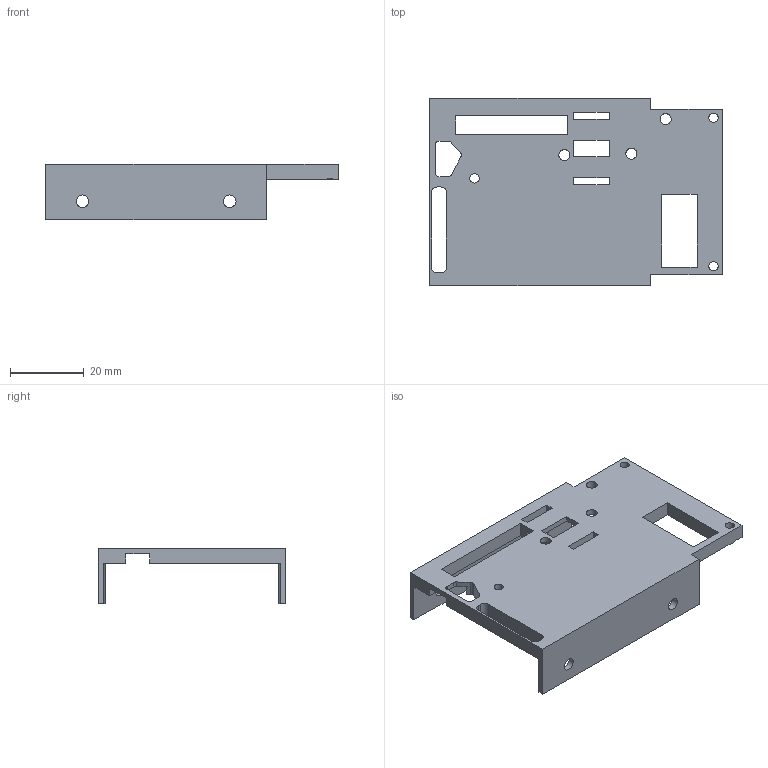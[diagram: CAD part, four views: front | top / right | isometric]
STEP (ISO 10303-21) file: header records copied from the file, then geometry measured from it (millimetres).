
FILE_DESCRIPTION(/* description */ (''),/* implementation_level */ '2;1');
FILE_NAME(/* name */ 'main_board_mount.step',/* time_stamp */ '2023-03-30T19:38:08-04:00',/* author */ (''),/* organization */ (''),/* preprocessor_version */ 'ST-DEVELOPER v19.2',/* originating_system */ 'Autodesk Translation Framework v11.17.0.187',/* authorisation */ '');
FILE_SCHEMA (('AUTOMOTIVE_DESIGN { 1 0 10303 214 3 1 1 }'));
Length unit declared in the file: millimetre
Products named in the file (1): mount
Bounding box: 79.5 x 51 x 15 mm (x, y, z)
Volume: 14521.1 mm3; surface area: 11833.9 mm2
Topology: 1 solids, 1 shells, 81 faces, 255 edges, 169 vertices
Faces by surface type: plane 55, cylinder 23, cone 3
Full cylindrical faces by diameter (mm): 2.5 x3, 3 x3, 3.4 x4
Entity records: 2915 total; most frequent: CARTESIAN_POINT 520, ORIENTED_EDGE 510, DIRECTION 468, EDGE_CURVE 255, LINE 192, VECTOR 192, VERTEX_POINT 169, AXIS2_PLACEMENT_3D 138
